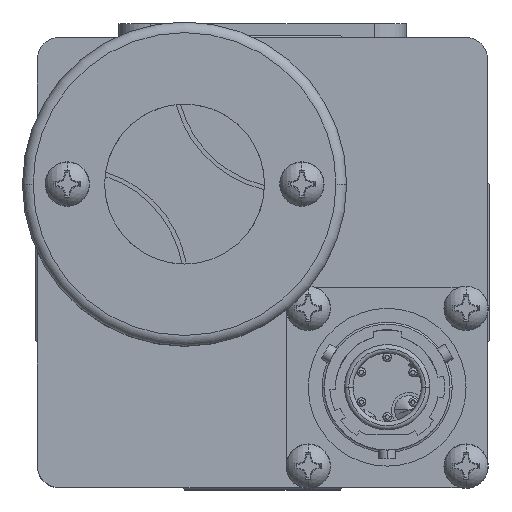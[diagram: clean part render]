
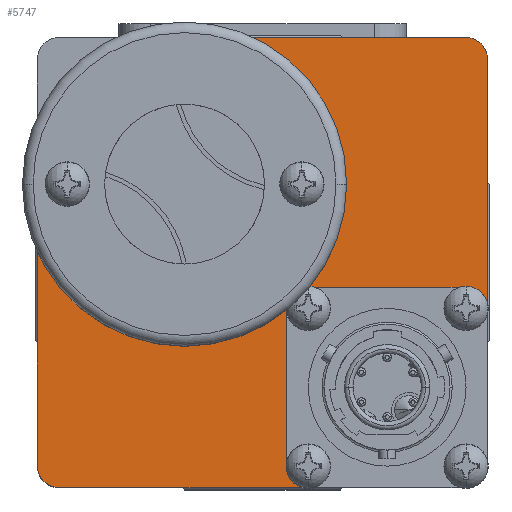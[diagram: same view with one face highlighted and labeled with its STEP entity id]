
A CAD part, top view. The second image highlights one B-rep face of the part: STEP entity #5747.
In plain terms, the highlighted planar face has unit normal (0, 0, 1).
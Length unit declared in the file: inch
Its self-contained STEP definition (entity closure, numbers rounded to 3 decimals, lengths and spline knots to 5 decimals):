
#242 = DIRECTION ( 'NONE',  ( 0., 0., -1. ) ) ;
#460 = VECTOR ( 'NONE', #56236, 39.37008 ) ;
#933 = ORIENTED_EDGE ( 'NONE', *, *, #48815, .F. ) ;
#1418 = EDGE_CURVE ( 'NONE', #44049, #22575, #14229, .T. ) ;
#1767 = EDGE_CURVE ( 'NONE', #52721, #1981, #33357, .T. ) ;
#1981 = VERTEX_POINT ( 'NONE', #21940 ) ;
#2488 = CARTESIAN_POINT ( 'NONE',  ( -0.955, -1.055, 1.045 ) ) ;
#3152 = ORIENTED_EDGE ( 'NONE', *, *, #8616, .T. ) ;
#3503 = CARTESIAN_POINT ( 'NONE',  ( 0.955, -0.115, 1.045 ) ) ;
#4616 = LINE ( 'NONE', #11821, #53558 ) ;
#4730 = VECTOR ( 'NONE', #33162, 39.37008 ) ;
#5321 = DIRECTION ( 'NONE',  ( 1., 0., 0. ) ) ;
#5551 = ORIENTED_EDGE ( 'NONE', *, *, #28300, .T. ) ;
#5747 = ADVANCED_FACE ( 'NONE', ( #43398 ), #60177, .F. ) ;
#7079 = ORIENTED_EDGE ( 'NONE', *, *, #20221, .T. ) ;
#7568 = AXIS2_PLACEMENT_3D ( 'NONE', #30587, #49754, #59084 ) ;
#8616 = EDGE_CURVE ( 'NONE', #53312, #59862, #15824, .T. ) ;
#9179 = CARTESIAN_POINT ( 'NONE',  ( -1.055, 1.055, 1.045 ) ) ;
#9367 = CARTESIAN_POINT ( 'NONE',  ( 0.215, -0.955, 1.045 ) ) ;
#9486 = CARTESIAN_POINT ( 'NONE',  ( 0.955, 1.055, 1.045 ) ) ;
#10097 = DIRECTION ( 'NONE',  ( 0., 0., 1. ) ) ;
#10358 = ORIENTED_EDGE ( 'NONE', *, *, #58908, .F. ) ;
#10398 = DIRECTION ( 'NONE',  ( -1., 0., 0. ) ) ;
#11821 = CARTESIAN_POINT ( 'NONE',  ( 0.115, -0.115, 1.045 ) ) ;
#12033 = CARTESIAN_POINT ( 'NONE',  ( -1.055, -0.955, 1.045 ) ) ;
#12969 = EDGE_CURVE ( 'NONE', #58930, #53093, #33269, .T. ) ;
#13061 = AXIS2_PLACEMENT_3D ( 'NONE', #9367, #242, #56827 ) ;
#14229 = LINE ( 'NONE', #9179, #51255 ) ;
#14312 = ORIENTED_EDGE ( 'NONE', *, *, #1767, .T. ) ;
#14462 = CARTESIAN_POINT ( 'NONE',  ( 0.215, -1.055, 1.045 ) ) ;
#15767 = AXIS2_PLACEMENT_3D ( 'NONE', #51760, #55448, #10398 ) ;
#15824 = LINE ( 'NONE', #56858, #4730 ) ;
#19064 = ORIENTED_EDGE ( 'NONE', *, *, #34979, .T. ) ;
#19773 = CARTESIAN_POINT ( 'NONE',  ( 1.055, -0.215, 1.045 ) ) ;
#20221 = EDGE_CURVE ( 'NONE', #34282, #53312, #23688, .T. ) ;
#20479 = LINE ( 'NONE', #23014, #460 ) ;
#21940 = CARTESIAN_POINT ( 'NONE',  ( 0.215, -0.115, 1.045 ) ) ;
#22328 = LINE ( 'NONE', #50091, #45378 ) ;
#22575 = VERTEX_POINT ( 'NONE', #49393 ) ;
#23014 = CARTESIAN_POINT ( 'NONE',  ( -1.055, -1.055, 1.045 ) ) ;
#23688 = CIRCLE ( 'NONE', #44091, 0.1 ) ;
#24580 = CARTESIAN_POINT ( 'NONE',  ( -1.055, 0.365, 1.045 ) ) ;
#24624 = VERTEX_POINT ( 'NONE', #24580 ) ;
#25414 = CARTESIAN_POINT ( 'NONE',  ( 0.955, -0.215, 1.045 ) ) ;
#26344 = DIRECTION ( 'NONE',  ( 0., 0., -1. ) ) ;
#27234 = ORIENTED_EDGE ( 'NONE', *, *, #54523, .T. ) ;
#28300 = EDGE_CURVE ( 'NONE', #59862, #44049, #53588, .T. ) ;
#28385 = DIRECTION ( 'NONE',  ( 1., 0., 0. ) ) ;
#29806 = AXIS2_PLACEMENT_3D ( 'NONE', #43189, #33643, #52972 ) ;
#29859 = CARTESIAN_POINT ( 'NONE',  ( -1.055, -1.055, 1.045 ) ) ;
#30334 = DIRECTION ( 'NONE',  ( 0., 0., -1. ) ) ;
#30587 = CARTESIAN_POINT ( 'NONE',  ( 0.215, -0.215, 1.045 ) ) ;
#30599 = LINE ( 'NONE', #29859, #53716 ) ;
#31059 = VERTEX_POINT ( 'NONE', #14462 ) ;
#31286 = CARTESIAN_POINT ( 'NONE',  ( 0.115, -0.215, 1.045 ) ) ;
#31983 = CIRCLE ( 'NONE', #29806, 0.69 ) ;
#32511 = DIRECTION ( 'NONE',  ( -1., 0., 0. ) ) ;
#33162 = DIRECTION ( 'NONE',  ( 0., 1., 0. ) ) ;
#33269 = CIRCLE ( 'NONE', #51364, 0.1 ) ;
#33357 = CIRCLE ( 'NONE', #7568, 0.1 ) ;
#33643 = DIRECTION ( 'NONE',  ( 0., 0., 1. ) ) ;
#34282 = VERTEX_POINT ( 'NONE', #3503 ) ;
#34979 = EDGE_CURVE ( 'NONE', #24624, #58930, #20479, .T. ) ;
#36366 = ORIENTED_EDGE ( 'NONE', *, *, #41931, .T. ) ;
#38454 = DIRECTION ( 'NONE',  ( -1., 0., 0. ) ) ;
#39113 = CIRCLE ( 'NONE', #40413, 0.69 ) ;
#40413 = AXIS2_PLACEMENT_3D ( 'NONE', #51903, #51281, #28385 ) ;
#40589 = DIRECTION ( 'NONE',  ( -1., 0., 0. ) ) ;
#40841 = DIRECTION ( 'NONE',  ( -1., 0., 0. ) ) ;
#41931 = EDGE_CURVE ( 'NONE', #31059, #57638, #61470, .T. ) ;
#42949 = VERTEX_POINT ( 'NONE', #46800 ) ;
#43189 = CARTESIAN_POINT ( 'NONE',  ( -0.365, 0.365, 1.045 ) ) ;
#43398 = FACE_OUTER_BOUND ( 'NONE', #51461, .T. ) ;
#43837 = CARTESIAN_POINT ( 'NONE',  ( -0.955, -0.955, 1.045 ) ) ;
#44049 = VERTEX_POINT ( 'NONE', #9486 ) ;
#44091 = AXIS2_PLACEMENT_3D ( 'NONE', #25414, #30334, #32511 ) ;
#44607 = ORIENTED_EDGE ( 'NONE', *, *, #1418, .T. ) ;
#45378 = VECTOR ( 'NONE', #49881, 39.37008 ) ;
#46800 = CARTESIAN_POINT ( 'NONE',  ( 0.325, 0.365, 1.045 ) ) ;
#47446 = CARTESIAN_POINT ( 'NONE',  ( 1.055, 0.955, 1.045 ) ) ;
#47801 = CARTESIAN_POINT ( 'NONE',  ( 0.115, -0.955, 1.045 ) ) ;
#48815 = EDGE_CURVE ( 'NONE', #52721, #57638, #22328, .T. ) ;
#49393 = CARTESIAN_POINT ( 'NONE',  ( -0.365, 1.055, 1.045 ) ) ;
#49754 = DIRECTION ( 'NONE',  ( 0., 0., -1. ) ) ;
#49881 = DIRECTION ( 'NONE',  ( 0., -1., 0. ) ) ;
#50091 = CARTESIAN_POINT ( 'NONE',  ( 0.115, -1.055, 1.045 ) ) ;
#50948 = EDGE_CURVE ( 'NONE', #24624, #42949, #39113, .T. ) ;
#50954 = AXIS2_PLACEMENT_3D ( 'NONE', #54807, #26344, #40841 ) ;
#51255 = VECTOR ( 'NONE', #61195, 39.37008 ) ;
#51281 = DIRECTION ( 'NONE',  ( 0., 0., 1. ) ) ;
#51364 = AXIS2_PLACEMENT_3D ( 'NONE', #43837, #10097, #38454 ) ;
#51461 = EDGE_LOOP ( 'NONE', ( #27234, #36366, #933, #14312, #10358, #7079, #3152, #5551, #44607, #52163, #53311, #19064, #53258 ) ) ;
#51760 = CARTESIAN_POINT ( 'NONE',  ( 0.955, 0.955, 1.045 ) ) ;
#51903 = CARTESIAN_POINT ( 'NONE',  ( -0.365, 0.365, 1.045 ) ) ;
#52163 = ORIENTED_EDGE ( 'NONE', *, *, #57648, .F. ) ;
#52721 = VERTEX_POINT ( 'NONE', #31286 ) ;
#52972 = DIRECTION ( 'NONE',  ( 1., 0., 0. ) ) ;
#53093 = VERTEX_POINT ( 'NONE', #2488 ) ;
#53258 = ORIENTED_EDGE ( 'NONE', *, *, #12969, .T. ) ;
#53311 = ORIENTED_EDGE ( 'NONE', *, *, #50948, .F. ) ;
#53312 = VERTEX_POINT ( 'NONE', #19773 ) ;
#53558 = VECTOR ( 'NONE', #40589, 39.37008 ) ;
#53588 = CIRCLE ( 'NONE', #15767, 0.1 ) ;
#53716 = VECTOR ( 'NONE', #5321, 39.37008 ) ;
#54523 = EDGE_CURVE ( 'NONE', #53093, #31059, #30599, .T. ) ;
#54807 = CARTESIAN_POINT ( 'NONE',  ( 0., 0., 1.045 ) ) ;
#55448 = DIRECTION ( 'NONE',  ( 0., 0., 1. ) ) ;
#56236 = DIRECTION ( 'NONE',  ( 0., -1., 0. ) ) ;
#56827 = DIRECTION ( 'NONE',  ( -1., 0., 0. ) ) ;
#56858 = CARTESIAN_POINT ( 'NONE',  ( 1.055, -1.055, 1.045 ) ) ;
#57638 = VERTEX_POINT ( 'NONE', #47801 ) ;
#57648 = EDGE_CURVE ( 'NONE', #42949, #22575, #31983, .T. ) ;
#58908 = EDGE_CURVE ( 'NONE', #34282, #1981, #4616, .T. ) ;
#58930 = VERTEX_POINT ( 'NONE', #12033 ) ;
#59084 = DIRECTION ( 'NONE',  ( -1., 0., 0. ) ) ;
#59862 = VERTEX_POINT ( 'NONE', #47446 ) ;
#60177 = PLANE ( 'NONE',  #50954 ) ;
#61195 = DIRECTION ( 'NONE',  ( -1., 0., 0. ) ) ;
#61470 = CIRCLE ( 'NONE', #13061, 0.1 ) ;
